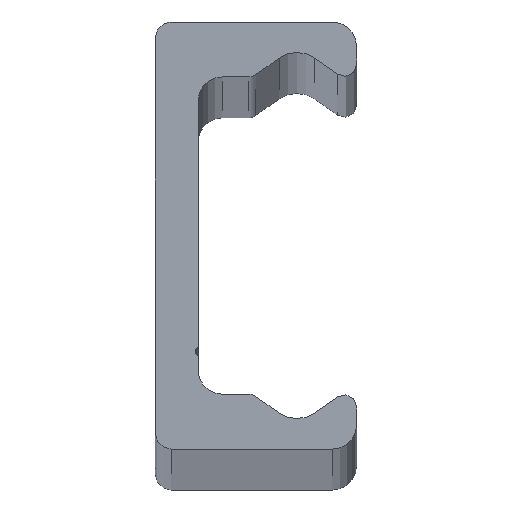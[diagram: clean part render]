
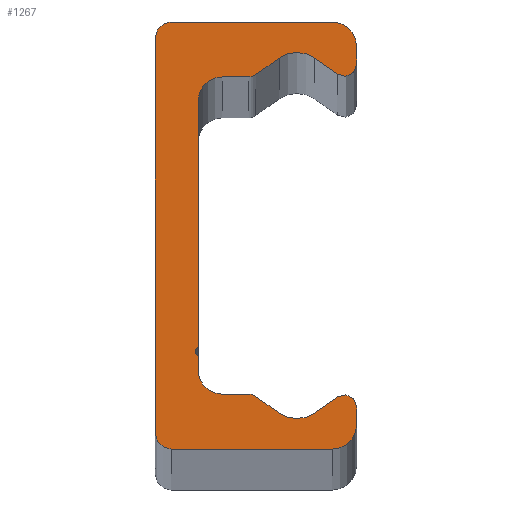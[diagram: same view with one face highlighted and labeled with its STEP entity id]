
A CAD part, top view. The second image highlights one B-rep face of the part: STEP entity #1267.
In plain terms, the highlighted planar face has unit normal (0, 0, 1).
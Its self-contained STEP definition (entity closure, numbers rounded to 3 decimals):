
#34=VECTOR('',#1684,1.);
#39=VECTOR('',#1696,1.);
#43=VECTOR('',#1707,1.);
#47=VECTOR('',#1718,1.);
#51=VECTOR('',#1729,1.);
#55=VECTOR('',#1740,1.);
#59=VECTOR('',#1751,1.);
#63=VECTOR('',#1762,1.);
#67=VECTOR('',#1773,1.);
#71=VECTOR('',#1784,1.);
#75=VECTOR('',#1795,1.);
#79=VECTOR('',#1806,1.);
#83=VECTOR('',#1817,1.);
#86=LINE('',#2021,#34);
#91=LINE('',#2036,#39);
#95=LINE('',#2048,#43);
#99=LINE('',#2060,#47);
#103=LINE('',#2072,#51);
#107=LINE('',#2084,#55);
#111=LINE('',#2096,#59);
#115=LINE('',#2108,#63);
#119=LINE('',#2120,#67);
#123=LINE('',#2132,#71);
#127=LINE('',#2144,#75);
#131=LINE('',#2156,#79);
#135=LINE('',#2168,#83);
#151=PLANE('',#1441);
#249=VERTEX_POINT('',#2022);
#250=VERTEX_POINT('',#2023);
#253=VERTEX_POINT('',#2031);
#255=VERTEX_POINT('',#2037);
#257=VERTEX_POINT('',#2043);
#259=VERTEX_POINT('',#2049);
#261=VERTEX_POINT('',#2055);
#263=VERTEX_POINT('',#2061);
#265=VERTEX_POINT('',#2067);
#267=VERTEX_POINT('',#2073);
#269=VERTEX_POINT('',#2079);
#271=VERTEX_POINT('',#2085);
#273=VERTEX_POINT('',#2091);
#275=VERTEX_POINT('',#2097);
#277=VERTEX_POINT('',#2103);
#279=VERTEX_POINT('',#2109);
#281=VERTEX_POINT('',#2115);
#283=VERTEX_POINT('',#2121);
#285=VERTEX_POINT('',#2127);
#287=VERTEX_POINT('',#2133);
#289=VERTEX_POINT('',#2139);
#291=VERTEX_POINT('',#2145);
#293=VERTEX_POINT('',#2151);
#295=VERTEX_POINT('',#2157);
#297=VERTEX_POINT('',#2163);
#299=VERTEX_POINT('',#2169);
#373=CIRCLE('',#1391,2.);
#375=CIRCLE('',#1395,1.);
#377=CIRCLE('',#1399,2.5);
#379=CIRCLE('',#1403,1.);
#381=CIRCLE('',#1407,2.);
#383=CIRCLE('',#1411,0.5);
#385=CIRCLE('',#1415,2.);
#387=CIRCLE('',#1419,1.);
#389=CIRCLE('',#1423,2.5);
#391=CIRCLE('',#1427,1.);
#393=CIRCLE('',#1431,2.);
#395=CIRCLE('',#1435,1.3);
#397=CIRCLE('',#1439,1.3);
#471=EDGE_CURVE('',#249,#250,#86,.T.);
#475=EDGE_CURVE('',#250,#253,#373,.T.);
#478=EDGE_CURVE('',#253,#255,#91,.T.);
#481=EDGE_CURVE('',#255,#257,#375,.T.);
#484=EDGE_CURVE('',#257,#259,#95,.T.);
#487=EDGE_CURVE('',#259,#261,#377,.T.);
#490=EDGE_CURVE('',#261,#263,#99,.T.);
#493=EDGE_CURVE('',#263,#265,#379,.T.);
#496=EDGE_CURVE('',#265,#267,#103,.T.);
#499=EDGE_CURVE('',#267,#269,#381,.T.);
#502=EDGE_CURVE('',#269,#271,#107,.T.);
#505=EDGE_CURVE('',#271,#273,#383,.T.);
#508=EDGE_CURVE('',#273,#275,#111,.T.);
#511=EDGE_CURVE('',#275,#277,#385,.T.);
#514=EDGE_CURVE('',#277,#279,#115,.T.);
#517=EDGE_CURVE('',#279,#281,#387,.T.);
#520=EDGE_CURVE('',#281,#283,#119,.T.);
#523=EDGE_CURVE('',#283,#285,#389,.T.);
#526=EDGE_CURVE('',#285,#287,#123,.T.);
#529=EDGE_CURVE('',#287,#289,#391,.T.);
#532=EDGE_CURVE('',#289,#291,#127,.T.);
#535=EDGE_CURVE('',#291,#293,#393,.T.);
#538=EDGE_CURVE('',#293,#295,#131,.T.);
#541=EDGE_CURVE('',#295,#297,#395,.T.);
#544=EDGE_CURVE('',#297,#299,#135,.T.);
#547=EDGE_CURVE('',#299,#249,#397,.T.);
#797=ORIENTED_EDGE('',*,*,#471,.F.);
#798=ORIENTED_EDGE('',*,*,#547,.F.);
#799=ORIENTED_EDGE('',*,*,#544,.F.);
#800=ORIENTED_EDGE('',*,*,#541,.F.);
#801=ORIENTED_EDGE('',*,*,#538,.F.);
#802=ORIENTED_EDGE('',*,*,#535,.F.);
#803=ORIENTED_EDGE('',*,*,#532,.F.);
#804=ORIENTED_EDGE('',*,*,#529,.F.);
#805=ORIENTED_EDGE('',*,*,#526,.F.);
#806=ORIENTED_EDGE('',*,*,#523,.F.);
#807=ORIENTED_EDGE('',*,*,#520,.F.);
#808=ORIENTED_EDGE('',*,*,#517,.F.);
#809=ORIENTED_EDGE('',*,*,#514,.F.);
#810=ORIENTED_EDGE('',*,*,#511,.F.);
#811=ORIENTED_EDGE('',*,*,#508,.F.);
#812=ORIENTED_EDGE('',*,*,#505,.F.);
#813=ORIENTED_EDGE('',*,*,#502,.F.);
#814=ORIENTED_EDGE('',*,*,#499,.F.);
#815=ORIENTED_EDGE('',*,*,#496,.F.);
#816=ORIENTED_EDGE('',*,*,#493,.F.);
#817=ORIENTED_EDGE('',*,*,#490,.F.);
#818=ORIENTED_EDGE('',*,*,#487,.F.);
#819=ORIENTED_EDGE('',*,*,#484,.F.);
#820=ORIENTED_EDGE('',*,*,#481,.F.);
#821=ORIENTED_EDGE('',*,*,#478,.F.);
#822=ORIENTED_EDGE('',*,*,#475,.F.);
#1019=EDGE_LOOP('',(#797,#798,#799,#800,#801,#802,#803,#804,#805,#806,#807,
#808,#809,#810,#811,#812,#813,#814,#815,#816,#817,#818,#819,#820,#821,#822));
#1191=FACE_BOUND('',#1019,.T.);
#1267=ADVANCED_FACE('',(#1191),#151,.T.);
#1391=AXIS2_PLACEMENT_3D('',#2030,#1690,#1691);
#1395=AXIS2_PLACEMENT_3D('',#2042,#1701,#1702);
#1399=AXIS2_PLACEMENT_3D('',#2054,#1712,#1713);
#1403=AXIS2_PLACEMENT_3D('',#2066,#1723,#1724);
#1407=AXIS2_PLACEMENT_3D('',#2078,#1734,#1735);
#1411=AXIS2_PLACEMENT_3D('',#2090,#1745,#1746);
#1415=AXIS2_PLACEMENT_3D('',#2102,#1756,#1757);
#1419=AXIS2_PLACEMENT_3D('',#2114,#1767,#1768);
#1423=AXIS2_PLACEMENT_3D('',#2126,#1778,#1779);
#1427=AXIS2_PLACEMENT_3D('',#2138,#1789,#1790);
#1431=AXIS2_PLACEMENT_3D('',#2150,#1800,#1801);
#1435=AXIS2_PLACEMENT_3D('',#2162,#1811,#1812);
#1439=AXIS2_PLACEMENT_3D('',#2174,#1822,#1823);
#1441=AXIS2_PLACEMENT_3D('',#2176,#1826,$);
#1684=DIRECTION('',(1.,0.,0.));
#1690=DIRECTION('',(0.,0.,-1.));
#1691=DIRECTION('',(2.,0.,0.));
#1696=DIRECTION('',(0.,-1.,0.));
#1701=DIRECTION('',(0.,0.,-1.));
#1702=DIRECTION('',(1.,0.,0.));
#1707=DIRECTION('',(-0.819,0.574,0.));
#1712=DIRECTION('',(0.,0.,1.));
#1713=DIRECTION('',(2.5,0.,0.));
#1718=DIRECTION('',(-0.819,-0.574,0.));
#1723=DIRECTION('',(0.,0.,-1.));
#1724=DIRECTION('',(1.,0.,0.));
#1729=DIRECTION('',(-1.,0.,0.));
#1734=DIRECTION('',(0.,0.,1.));
#1735=DIRECTION('',(2.,0.,0.));
#1740=DIRECTION('',(0.,-1.,0.));
#1745=DIRECTION('',(0.,0.,1.));
#1746=DIRECTION('',(0.5,0.,0.));
#1751=DIRECTION('',(0.,-1.,0.));
#1756=DIRECTION('',(0.,0.,1.));
#1757=DIRECTION('',(2.,0.,0.));
#1762=DIRECTION('',(1.,0.,0.));
#1767=DIRECTION('',(0.,0.,-1.));
#1768=DIRECTION('',(1.,0.,0.));
#1773=DIRECTION('',(0.819,-0.574,0.));
#1778=DIRECTION('',(0.,0.,1.));
#1779=DIRECTION('',(2.5,0.,0.));
#1784=DIRECTION('',(0.819,0.574,0.));
#1789=DIRECTION('',(0.,0.,-1.));
#1790=DIRECTION('',(1.,0.,0.));
#1795=DIRECTION('',(0.,-1.,0.));
#1800=DIRECTION('',(0.,0.,-1.));
#1801=DIRECTION('',(2.,0.,0.));
#1806=DIRECTION('',(-1.,0.,0.));
#1811=DIRECTION('',(0.,0.,-1.));
#1812=DIRECTION('',(1.3,0.,0.));
#1817=DIRECTION('',(0.,1.,0.));
#1822=DIRECTION('',(0.,0.,-1.));
#1823=DIRECTION('',(1.3,0.,0.));
#1826=DIRECTION('',(0.,0.,1.));
#2021=CARTESIAN_POINT('',(14.5,17.5,1920.));
#2022=CARTESIAN_POINT('',(1.3,17.5,1920.));
#2023=CARTESIAN_POINT('',(14.5,17.5,1920.));
#2030=CARTESIAN_POINT('',(14.5,15.5,1920.));
#2031=CARTESIAN_POINT('',(16.5,15.5,1920.));
#2036=CARTESIAN_POINT('',(16.5,14.042,1920.));
#2037=CARTESIAN_POINT('',(16.5,14.042,1920.));
#2042=CARTESIAN_POINT('',(15.5,14.042,1920.));
#2043=CARTESIAN_POINT('',(14.926,13.223,1920.));
#2048=CARTESIAN_POINT('',(13.034,14.548,1920.));
#2049=CARTESIAN_POINT('',(13.034,14.548,1920.));
#2054=CARTESIAN_POINT('',(11.6,12.5,1920.));
#2055=CARTESIAN_POINT('',(10.166,14.548,1920.));
#2060=CARTESIAN_POINT('',(8.214,13.181,1920.));
#2061=CARTESIAN_POINT('',(8.214,13.181,1920.));
#2066=CARTESIAN_POINT('',(7.64,14.,1920.));
#2067=CARTESIAN_POINT('',(7.64,13.,1920.));
#2072=CARTESIAN_POINT('',(5.5,13.,1920.));
#2073=CARTESIAN_POINT('',(5.5,13.,1920.));
#2078=CARTESIAN_POINT('',(5.5,11.,1920.));
#2079=CARTESIAN_POINT('',(3.5,11.,1920.));
#2084=CARTESIAN_POINT('',(3.5,-9.067,1920.));
#2085=CARTESIAN_POINT('',(3.5,-9.067,1920.));
#2090=CARTESIAN_POINT('',(3.75,-9.5,1920.));
#2091=CARTESIAN_POINT('',(3.5,-9.933,1920.));
#2096=CARTESIAN_POINT('',(3.5,-11.,1920.));
#2097=CARTESIAN_POINT('',(3.5,-11.,1920.));
#2102=CARTESIAN_POINT('',(5.5,-11.,1920.));
#2103=CARTESIAN_POINT('',(5.5,-13.,1920.));
#2108=CARTESIAN_POINT('',(7.64,-13.,1920.));
#2109=CARTESIAN_POINT('',(7.64,-13.,1920.));
#2114=CARTESIAN_POINT('',(7.64,-14.,1920.));
#2115=CARTESIAN_POINT('',(8.214,-13.181,1920.));
#2120=CARTESIAN_POINT('',(10.166,-14.548,1920.));
#2121=CARTESIAN_POINT('',(10.166,-14.548,1920.));
#2126=CARTESIAN_POINT('',(11.6,-12.5,1920.));
#2127=CARTESIAN_POINT('',(13.034,-14.548,1920.));
#2132=CARTESIAN_POINT('',(14.926,-13.223,1920.));
#2133=CARTESIAN_POINT('',(14.926,-13.223,1920.));
#2138=CARTESIAN_POINT('',(15.5,-14.042,1920.));
#2139=CARTESIAN_POINT('',(16.5,-14.042,1920.));
#2144=CARTESIAN_POINT('',(16.5,-15.5,1920.));
#2145=CARTESIAN_POINT('',(16.5,-15.5,1920.));
#2150=CARTESIAN_POINT('',(14.5,-15.5,1920.));
#2151=CARTESIAN_POINT('',(14.5,-17.5,1920.));
#2156=CARTESIAN_POINT('',(1.3,-17.5,1920.));
#2157=CARTESIAN_POINT('',(1.3,-17.5,1920.));
#2162=CARTESIAN_POINT('',(1.3,-16.2,1920.));
#2163=CARTESIAN_POINT('',(0.,-16.2,1920.));
#2168=CARTESIAN_POINT('',(0.,16.2,1920.));
#2169=CARTESIAN_POINT('',(0.,16.2,1920.));
#2174=CARTESIAN_POINT('',(1.3,16.2,1920.));
#2176=CARTESIAN_POINT('',(5.942,-0.014,1920.));
